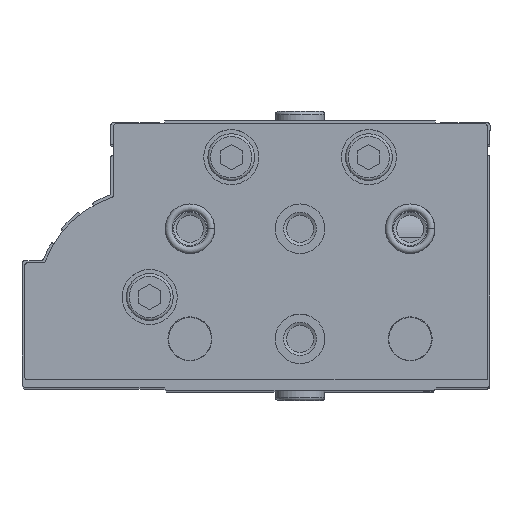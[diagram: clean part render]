
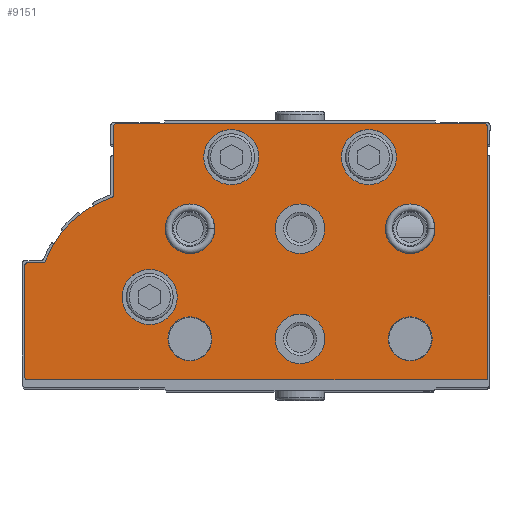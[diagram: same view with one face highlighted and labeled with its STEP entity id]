
A CAD part, top view. The second image highlights one B-rep face of the part: STEP entity #9151.
In plain terms, the highlighted face is planar.
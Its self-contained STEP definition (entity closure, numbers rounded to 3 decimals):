
#930=LINE('',#15499,#1651);
#932=LINE('',#15503,#1653);
#935=LINE('',#15511,#1656);
#938=LINE('',#15519,#1659);
#943=LINE('',#15535,#1664);
#946=LINE('',#15543,#1667);
#1651=VECTOR('',#12551,1000.);
#1653=VECTOR('',#12555,1000.);
#1656=VECTOR('',#12564,1000.);
#1659=VECTOR('',#12573,1000.);
#1664=VECTOR('',#12592,1000.);
#1667=VECTOR('',#12601,1000.);
#3566=ORIENTED_EDGE('',*,*,#5224,.T.);
#3567=ORIENTED_EDGE('',*,*,#5225,.T.);
#3568=ORIENTED_EDGE('',*,*,#5226,.T.);
#3569=ORIENTED_EDGE('',*,*,#5227,.T.);
#3570=ORIENTED_EDGE('',*,*,#5228,.T.);
#3571=ORIENTED_EDGE('',*,*,#5229,.T.);
#3572=ORIENTED_EDGE('',*,*,#5230,.T.);
#3573=ORIENTED_EDGE('',*,*,#5231,.T.);
#3574=ORIENTED_EDGE('',*,*,#5232,.T.);
#3575=ORIENTED_EDGE('',*,*,#5197,.F.);
#3576=ORIENTED_EDGE('',*,*,#5222,.F.);
#3577=ORIENTED_EDGE('',*,*,#5220,.F.);
#3578=ORIENTED_EDGE('',*,*,#5218,.F.);
#3579=ORIENTED_EDGE('',*,*,#5216,.T.);
#3580=ORIENTED_EDGE('',*,*,#5214,.F.);
#3581=ORIENTED_EDGE('',*,*,#5212,.T.);
#3582=ORIENTED_EDGE('',*,*,#5210,.F.);
#3583=ORIENTED_EDGE('',*,*,#5208,.F.);
#3584=ORIENTED_EDGE('',*,*,#5206,.F.);
#3585=ORIENTED_EDGE('',*,*,#5204,.F.);
#3586=ORIENTED_EDGE('',*,*,#5202,.F.);
#3587=ORIENTED_EDGE('',*,*,#5200,.F.);
#5197=EDGE_CURVE('',#6207,#6208,#6749,.T.);
#5200=EDGE_CURVE('',#6208,#6209,#930,.T.);
#5202=EDGE_CURVE('',#6209,#6210,#932,.T.);
#5204=EDGE_CURVE('',#6210,#6211,#6750,.T.);
#5206=EDGE_CURVE('',#6211,#6212,#935,.T.);
#5208=EDGE_CURVE('',#6212,#6213,#6751,.T.);
#5210=EDGE_CURVE('',#6213,#6214,#938,.T.);
#5212=EDGE_CURVE('',#6215,#6214,#6752,.T.);
#5214=EDGE_CURVE('',#6215,#6216,#6753,.T.);
#5216=EDGE_CURVE('',#6217,#6216,#6754,.T.);
#5218=EDGE_CURVE('',#6217,#6218,#943,.T.);
#5220=EDGE_CURVE('',#6218,#6219,#6755,.T.);
#5222=EDGE_CURVE('',#6219,#6207,#946,.T.);
#5224=EDGE_CURVE('',#6220,#6220,#6756,.T.);
#5225=EDGE_CURVE('',#6221,#6221,#6757,.T.);
#5226=EDGE_CURVE('',#6222,#6222,#6758,.T.);
#5227=EDGE_CURVE('',#6223,#6223,#6759,.T.);
#5228=EDGE_CURVE('',#6224,#6224,#6760,.T.);
#5229=EDGE_CURVE('',#6225,#6225,#6761,.T.);
#5230=EDGE_CURVE('',#6226,#6226,#6762,.T.);
#5231=EDGE_CURVE('',#6227,#6227,#6763,.T.);
#5232=EDGE_CURVE('',#6228,#6228,#6764,.T.);
#6207=VERTEX_POINT('',#15494);
#6208=VERTEX_POINT('',#15495);
#6209=VERTEX_POINT('',#15500);
#6210=VERTEX_POINT('',#15504);
#6211=VERTEX_POINT('',#15508);
#6212=VERTEX_POINT('',#15512);
#6213=VERTEX_POINT('',#15516);
#6214=VERTEX_POINT('',#15520);
#6215=VERTEX_POINT('',#15524);
#6216=VERTEX_POINT('',#15528);
#6217=VERTEX_POINT('',#15532);
#6218=VERTEX_POINT('',#15536);
#6219=VERTEX_POINT('',#15540);
#6220=VERTEX_POINT('',#15547);
#6221=VERTEX_POINT('',#15549);
#6222=VERTEX_POINT('',#15551);
#6223=VERTEX_POINT('',#15553);
#6224=VERTEX_POINT('',#15555);
#6225=VERTEX_POINT('',#15557);
#6226=VERTEX_POINT('',#15559);
#6227=VERTEX_POINT('',#15561);
#6228=VERTEX_POINT('',#15563);
#6749=CIRCLE('',#10260,0.5);
#6750=CIRCLE('',#10264,0.5);
#6751=CIRCLE('',#10267,0.5);
#6752=CIRCLE('',#10270,0.5);
#6753=CIRCLE('',#10272,19.5);
#6754=CIRCLE('',#10274,0.5);
#6755=CIRCLE('',#10277,0.5);
#6756=CIRCLE('',#10280,5.);
#6757=CIRCLE('',#10281,5.);
#6758=CIRCLE('',#10282,5.);
#6759=CIRCLE('',#10283,4.5);
#6760=CIRCLE('',#10284,4.5);
#6761=CIRCLE('',#10285,4.5);
#6762=CIRCLE('',#10286,4.5);
#6763=CIRCLE('',#10287,4.);
#6764=CIRCLE('',#10288,4.);
#7386=EDGE_LOOP('',(#3566));
#7387=EDGE_LOOP('',(#3567));
#7388=EDGE_LOOP('',(#3568));
#7389=EDGE_LOOP('',(#3569));
#7390=EDGE_LOOP('',(#3570));
#7391=EDGE_LOOP('',(#3571));
#7392=EDGE_LOOP('',(#3572));
#7393=EDGE_LOOP('',(#3573));
#7394=EDGE_LOOP('',(#3574));
#7395=EDGE_LOOP('',(#3575,#3576,#3577,#3578,#3579,#3580,#3581,#3582,#3583,
#3584,#3585,#3586,#3587));
#8196=FACE_BOUND('',#7386,.T.);
#8197=FACE_BOUND('',#7387,.T.);
#8198=FACE_BOUND('',#7388,.T.);
#8199=FACE_BOUND('',#7389,.T.);
#8200=FACE_BOUND('',#7390,.T.);
#8201=FACE_BOUND('',#7391,.T.);
#8202=FACE_BOUND('',#7392,.T.);
#8203=FACE_BOUND('',#7393,.T.);
#8204=FACE_BOUND('',#7394,.T.);
#8205=FACE_BOUND('',#7395,.T.);
#8695=PLANE('',#10279);
#9151=ADVANCED_FACE('',(#8196,#8197,#8198,#8199,#8200,#8201,#8202,#8203,
#8204,#8205),#8695,.F.);
#10260=AXIS2_PLACEMENT_3D('',#15493,#12545,#12546);
#10264=AXIS2_PLACEMENT_3D('',#15507,#12559,#12560);
#10267=AXIS2_PLACEMENT_3D('',#15515,#12568,#12569);
#10270=AXIS2_PLACEMENT_3D('',#15523,#12577,#12578);
#10272=AXIS2_PLACEMENT_3D('',#15527,#12582,#12583);
#10274=AXIS2_PLACEMENT_3D('',#15531,#12587,#12588);
#10277=AXIS2_PLACEMENT_3D('',#15539,#12596,#12597);
#10279=AXIS2_PLACEMENT_3D('',#15545,#12603,#12604);
#10280=AXIS2_PLACEMENT_3D('',#15546,#12605,#12606);
#10281=AXIS2_PLACEMENT_3D('',#15548,#12607,#12608);
#10282=AXIS2_PLACEMENT_3D('',#15550,#12609,#12610);
#10283=AXIS2_PLACEMENT_3D('',#15552,#12611,#12612);
#10284=AXIS2_PLACEMENT_3D('',#15554,#12613,#12614);
#10285=AXIS2_PLACEMENT_3D('',#15556,#12615,#12616);
#10286=AXIS2_PLACEMENT_3D('',#15558,#12617,#12618);
#10287=AXIS2_PLACEMENT_3D('',#15560,#12619,#12620);
#10288=AXIS2_PLACEMENT_3D('',#15562,#12621,#12622);
#12545=DIRECTION('',(0.,0.,1.));
#12546=DIRECTION('',(1.,0.,0.));
#12551=DIRECTION('',(0.,-1.,0.));
#12555=DIRECTION('',(1.,0.,0.));
#12559=DIRECTION('',(0.,0.,1.));
#12560=DIRECTION('',(1.,0.,0.));
#12564=DIRECTION('',(0.,1.,0.));
#12568=DIRECTION('',(0.,0.,1.));
#12569=DIRECTION('',(1.,0.,0.));
#12573=DIRECTION('',(-1.,0.,0.));
#12577=DIRECTION('',(0.,0.,1.));
#12578=DIRECTION('',(1.,0.,0.));
#12582=DIRECTION('',(0.,0.,1.));
#12583=DIRECTION('',(1.,0.,0.));
#12587=DIRECTION('',(0.,0.,1.));
#12588=DIRECTION('',(1.,0.,0.));
#12592=DIRECTION('',(0.,1.,0.));
#12596=DIRECTION('',(0.,0.,1.));
#12597=DIRECTION('',(1.,0.,0.));
#12601=DIRECTION('',(-1.,0.,0.));
#12603=DIRECTION('',(0.,0.,1.));
#12604=DIRECTION('',(1.,0.,0.));
#12605=DIRECTION('',(0.,0.,1.));
#12606=DIRECTION('',(1.,0.,0.));
#12607=DIRECTION('',(0.,0.,1.));
#12608=DIRECTION('',(1.,0.,0.));
#12609=DIRECTION('',(0.,0.,1.));
#12610=DIRECTION('',(1.,0.,0.));
#12611=DIRECTION('',(0.,0.,1.));
#12612=DIRECTION('',(1.,0.,0.));
#12613=DIRECTION('',(0.,0.,1.));
#12614=DIRECTION('',(1.,0.,0.));
#12615=DIRECTION('',(0.,0.,1.));
#12616=DIRECTION('',(1.,0.,0.));
#12617=DIRECTION('',(0.,0.,1.));
#12618=DIRECTION('',(1.,0.,0.));
#12619=DIRECTION('',(0.,0.,1.));
#12620=DIRECTION('',(1.,0.,0.));
#12621=DIRECTION('',(0.,0.,1.));
#12622=DIRECTION('',(1.,0.,0.));
#15493=CARTESIAN_POINT('',(0.5,46.,0.));
#15494=CARTESIAN_POINT('',(0.5,46.5,0.));
#15495=CARTESIAN_POINT('',(0.,46.,0.));
#15499=CARTESIAN_POINT('',(0.,46.,0.));
#15500=CARTESIAN_POINT('',(0.,0.,0.));
#15503=CARTESIAN_POINT('',(0.,0.,0.));
#15504=CARTESIAN_POINT('',(83.5,0.,0.));
#15507=CARTESIAN_POINT('',(83.5,0.5,0.));
#15508=CARTESIAN_POINT('',(84.,0.5,0.));
#15511=CARTESIAN_POINT('',(84.,0.5,0.));
#15512=CARTESIAN_POINT('',(84.,20.7,0.));
#15515=CARTESIAN_POINT('',(83.5,20.7,0.));
#15516=CARTESIAN_POINT('',(83.5,21.2,0.));
#15519=CARTESIAN_POINT('',(83.5,21.2,0.));
#15520=CARTESIAN_POINT('',(80.697,21.2,0.));
#15523=CARTESIAN_POINT('',(80.697,21.7,0.));
#15524=CARTESIAN_POINT('',(80.23,21.523,0.));
#15527=CARTESIAN_POINT('',(62.,14.6,0.));
#15528=CARTESIAN_POINT('',(68.191,33.091,0.));
#15531=CARTESIAN_POINT('',(68.35,33.565,0.));
#15532=CARTESIAN_POINT('',(67.85,33.565,0.));
#15535=CARTESIAN_POINT('',(67.85,33.565,0.));
#15536=CARTESIAN_POINT('',(67.85,46.,0.));
#15539=CARTESIAN_POINT('',(67.35,46.,0.));
#15540=CARTESIAN_POINT('',(67.35,46.5,0.));
#15543=CARTESIAN_POINT('',(67.35,46.5,0.));
#15545=CARTESIAN_POINT('',(0.5,46.,0.));
#15546=CARTESIAN_POINT('',(61.3,15.,0.));
#15547=CARTESIAN_POINT('',(66.3,15.,0.));
#15548=CARTESIAN_POINT('',(46.5,40.4,0.));
#15549=CARTESIAN_POINT('',(51.5,40.4,0.));
#15550=CARTESIAN_POINT('',(21.5,40.4,0.));
#15551=CARTESIAN_POINT('',(26.5,40.4,0.));
#15552=CARTESIAN_POINT('',(54.,27.4,0.));
#15553=CARTESIAN_POINT('',(58.5,27.4,0.));
#15554=CARTESIAN_POINT('',(34.,27.4,0.));
#15555=CARTESIAN_POINT('',(38.5,27.4,0.));
#15556=CARTESIAN_POINT('',(14.,27.4,0.));
#15557=CARTESIAN_POINT('',(18.5,27.4,0.));
#15558=CARTESIAN_POINT('',(34.,7.4,0.));
#15559=CARTESIAN_POINT('',(38.5,7.4,0.));
#15560=CARTESIAN_POINT('',(54.,7.4,0.));
#15561=CARTESIAN_POINT('',(58.,7.4,0.));
#15562=CARTESIAN_POINT('',(14.,7.4,0.));
#15563=CARTESIAN_POINT('',(18.,7.4,0.));
